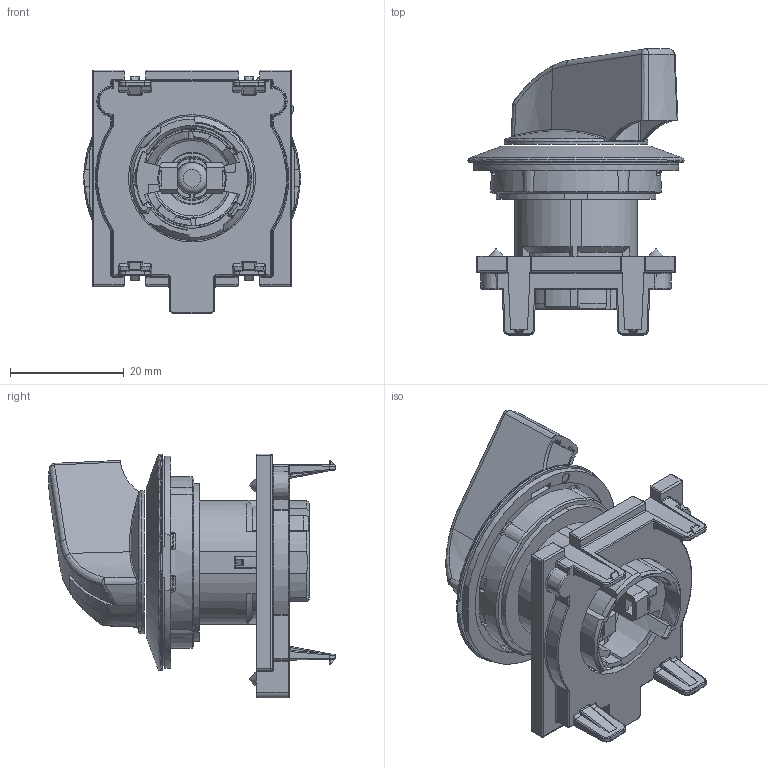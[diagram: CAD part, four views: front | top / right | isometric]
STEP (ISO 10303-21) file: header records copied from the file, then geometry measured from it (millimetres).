
FILE_DESCRIPTION(/* description */ (''),/* implementation_level */ '2;1');
FILE_NAME(/* name */ 'FILE_STP_CAD_DRAWING_LPFS220_CATALOG_prt.stp',/* time_stamp */ '2020-10-16T13:31:49+02:00',/* author */ (''),/* organization */ (''),/* preprocessor_version */ 'ST-DEVELOPER v16.7',/* originating_system */ 'SIEMENS PLM Software NX 12.0',/* authorisation */ '');
FILE_SCHEMA (('AUTOMOTIVE_DESIGN { 1 0 10303 214 3 1 1 1 }'));
Length unit declared in the file: millimetre
Products named in the file (1): LPFS220_CATALOG
Bounding box: 37.97 x 50.22 x 42.8 mm (x, y, z)
Surface area: 12710.7 mm2 (no closed solid volume)
Topology: 0 solids, 16 shells, 879 faces, 3009 edges, 2071 vertices
Faces by surface type: plane 326, cylinder 231, bspline 142, cone 80, torus 55, sphere 25, extrusion 20
Full cylindrical faces by diameter (mm): 1.8 x1, 2.6 x3, 2.8 x8, 5 x3, 5.3 x3, 5.5 x1, 16.7 x1, 25.2 x1
Entity records: 38907 total; most frequent: CARTESIAN_POINT 14940, ORIENTED_EDGE 4842, DIRECTION 4564, EDGE_CURVE 2935, VERTEX_POINT 2060, AXIS2_PLACEMENT_3D 1712, VECTOR 1140, LINE 1120
